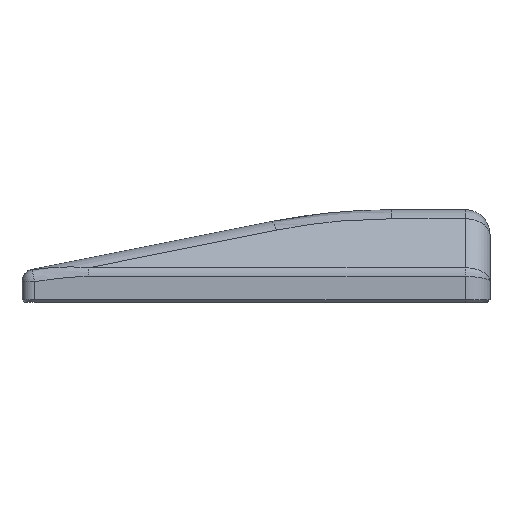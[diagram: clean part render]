
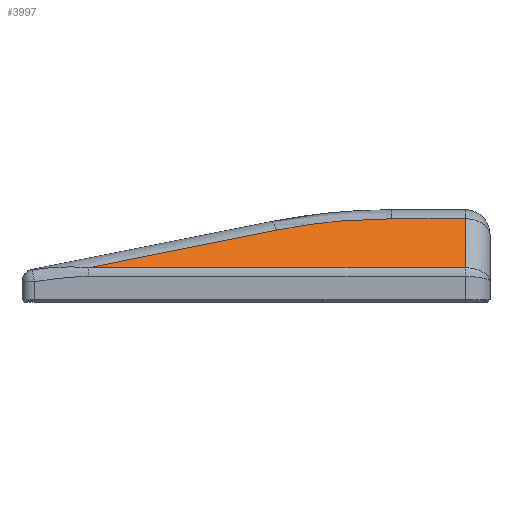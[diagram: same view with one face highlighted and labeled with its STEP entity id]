
A CAD part, front view. The second image highlights one B-rep face of the part: STEP entity #3997.
In plain terms, the highlighted planar face has unit normal (0, -0.707, 0.707).
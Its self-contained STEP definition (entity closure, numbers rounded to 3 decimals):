
#156=PLANE('',#4414);
#302=ELLIPSE('',#4402,134.35,95.);
#507=FACE_OUTER_BOUND('',#762,.T.);
#762=EDGE_LOOP('',(#3470,#3471,#3472,#3473,#3474));
#1247=LINE('',#12695,#1485);
#1258=LINE('',#12848,#1496);
#1259=LINE('',#12851,#1497);
#1262=LINE('',#12874,#1500);
#1485=VECTOR('',#5268,11.243);
#1496=VECTOR('',#5355,61.087);
#1497=VECTOR('',#5358,11.931);
#1500=VECTOR('',#5371,31.722);
#1864=VERTEX_POINT('',#12685);
#1866=VERTEX_POINT('',#12691);
#1884=VERTEX_POINT('',#12843);
#1885=VERTEX_POINT('',#12850);
#1888=VERTEX_POINT('',#12868);
#2417=EDGE_CURVE('',#1866,#1864,#1247,.F.);
#2452=EDGE_CURVE('',#1884,#1866,#1258,.F.);
#2453=EDGE_CURVE('',#1864,#1885,#1259,.F.);
#2457=EDGE_CURVE('',#1885,#1888,#302,.T.);
#2460=EDGE_CURVE('',#1888,#1884,#1262,.F.);
#3470=ORIENTED_EDGE('',*,*,#2452,.T.);
#3471=ORIENTED_EDGE('',*,*,#2417,.T.);
#3472=ORIENTED_EDGE('',*,*,#2453,.T.);
#3473=ORIENTED_EDGE('',*,*,#2457,.T.);
#3474=ORIENTED_EDGE('',*,*,#2460,.T.);
#3997=ADVANCED_FACE('',(#507),#156,.T.);
#4402=AXIS2_PLACEMENT_3D('',#12870,#5364,#5365);
#4414=AXIS2_PLACEMENT_3D('',#12910,#5400,#5401);
#5268=DIRECTION('',(0.,-0.707,-0.707));
#5355=DIRECTION('',(-1.,0.,0.));
#5358=DIRECTION('',(1.,0.,0.));
#5364=DIRECTION('center_axis',(0.,-0.707,0.707));
#5365=DIRECTION('ref_axis',(0.,0.707,0.707));
#5371=DIRECTION('',(0.962,0.192,0.192));
#5400=DIRECTION('center_axis',(0.,-0.707,0.707));
#5401=DIRECTION('ref_axis',(1.,0.,0.));
#12685=CARTESIAN_POINT('',(-128.167,-33.964,16.536));
#12691=CARTESIAN_POINT('',(-128.167,-41.914,8.586));
#12695=CARTESIAN_POINT('',(-128.167,-33.964,16.536));
#12843=CARTESIAN_POINT('',(-189.254,-41.914,8.586));
#12848=CARTESIAN_POINT('',(-128.167,-41.914,8.586));
#12850=CARTESIAN_POINT('',(-140.098,-33.964,16.536));
#12851=CARTESIAN_POINT('',(-140.098,-33.964,16.536));
#12868=CARTESIAN_POINT('',(-158.729,-35.809,14.691));
#12870=CARTESIAN_POINT('Origin',(-140.098,-128.964,-78.464));
#12874=CARTESIAN_POINT('',(-189.254,-41.914,8.586));
#12910=CARTESIAN_POINT('Origin',(0.,-32.5,18.));
